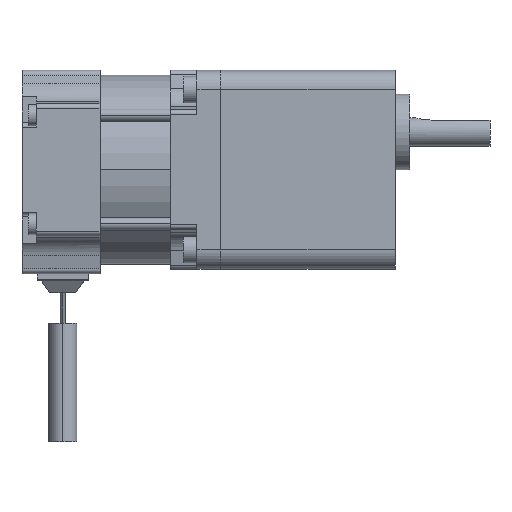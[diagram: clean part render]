
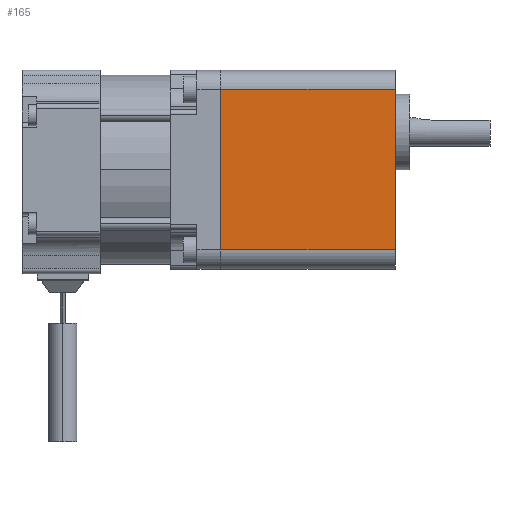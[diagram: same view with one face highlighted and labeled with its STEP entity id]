
A CAD part, top view. The second image highlights one B-rep face of the part: STEP entity #165.
In plain terms, the highlighted planar face has unit normal (0, 0, 1).
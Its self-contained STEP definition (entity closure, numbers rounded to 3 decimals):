
#165 = ADVANCED_FACE( '', ( #449 ), #450, .T. );
#449 = FACE_OUTER_BOUND( '', #972, .T. );
#450 = PLANE( '', #973 );
#972 = EDGE_LOOP( '', ( #1697, #1698, #1699, #1700 ) );
#973 = AXIS2_PLACEMENT_3D( '', #1701, #1702, #1703 );
#1697 = ORIENTED_EDGE( '', *, *, #3424, .T. );
#1698 = ORIENTED_EDGE( '', *, *, #3405, .F. );
#1699 = ORIENTED_EDGE( '', *, *, #3425, .F. );
#1700 = ORIENTED_EDGE( '', *, *, #3422, .T. );
#1701 = CARTESIAN_POINT( '', ( 0., 9., 21. ) );
#1702 = DIRECTION( '', ( 0., 0., 1. ) );
#1703 = DIRECTION( '', ( 0., 1., 0. ) );
#3405 = EDGE_CURVE( '', #4053, #4048, #4055, .T. );
#3422 = EDGE_CURVE( '', #4083, #4081, #4084, .T. );
#3424 = EDGE_CURVE( '', #4081, #4048, #4086, .T. );
#3425 = EDGE_CURVE( '', #4083, #4053, #4087, .T. );
#4048 = VERTEX_POINT( '', #5110 );
#4053 = VERTEX_POINT( '', #5116 );
#4055 = LINE( '', #5118, #5119 );
#4081 = VERTEX_POINT( '', #5156 );
#4083 = VERTEX_POINT( '', #5158 );
#4084 = LINE( '', #5159, #5160 );
#4086 = LINE( '', #5162, #5163 );
#4087 = LINE( '', #5164, #5165 );
#5110 = CARTESIAN_POINT( '', ( -37., -25., 21. ) );
#5116 = CARTESIAN_POINT( '', ( 0., -25., 21. ) );
#5118 = CARTESIAN_POINT( '', ( 0., -25., 21. ) );
#5119 = VECTOR( '', #6515, 1. );
#5156 = CARTESIAN_POINT( '', ( -37., 9., 21. ) );
#5158 = CARTESIAN_POINT( '', ( 0., 9., 21. ) );
#5159 = CARTESIAN_POINT( '', ( 0., 9., 21. ) );
#5160 = VECTOR( '', #6542, 1. );
#5162 = CARTESIAN_POINT( '', ( -37., 9., 21. ) );
#5163 = VECTOR( '', #6546, 1. );
#5164 = CARTESIAN_POINT( '', ( 0., 9., 21. ) );
#5165 = VECTOR( '', #6547, 1. );
#6515 = DIRECTION( '', ( -1., 0., 0. ) );
#6542 = DIRECTION( '', ( -1., 0., 0. ) );
#6546 = DIRECTION( '', ( 0., -1., 0. ) );
#6547 = DIRECTION( '', ( 0., -1., 0. ) );
